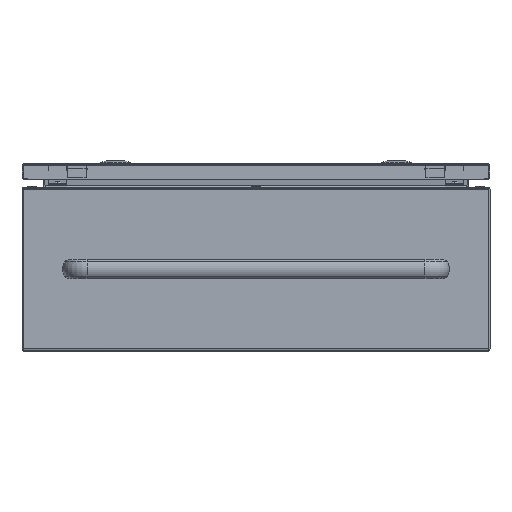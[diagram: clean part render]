
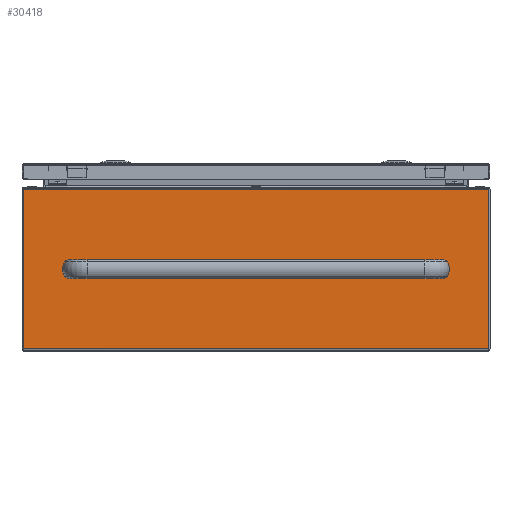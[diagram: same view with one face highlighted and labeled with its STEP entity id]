
A CAD part, left-side view. The second image highlights one B-rep face of the part: STEP entity #30418.
In plain terms, the highlighted planar face has unit normal (-1, 0, 0).
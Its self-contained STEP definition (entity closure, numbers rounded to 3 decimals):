
#121 = VERTEX_POINT ( 'NONE', #6656 ) ;
#376 = ORIENTED_EDGE ( 'NONE', *, *, #24698, .F. ) ;
#817 = ORIENTED_EDGE ( 'NONE', *, *, #13328, .T. ) ;
#1814 = EDGE_CURVE ( 'NONE', #13590, #121, #13809, .T. ) ;
#2253 = PLANE ( 'NONE',  #13233 ) ;
#3375 = EDGE_CURVE ( 'NONE', #13590, #21827, #13633, .T. ) ;
#4485 = VECTOR ( 'NONE', #9564, 1000. ) ;
#4720 = EDGE_LOOP ( 'NONE', ( #33608, #31630, #376, #17102 ) ) ;
#4748 = FACE_OUTER_BOUND ( 'NONE', #4720, .T. ) ;
#5030 = DIRECTION ( 'NONE',  ( 1., 0., 0. ) ) ;
#5138 = VECTOR ( 'NONE', #19161, 1000. ) ;
#6656 = CARTESIAN_POINT ( 'NONE',  ( -250., 248.743, 173. ) ) ;
#8593 = LINE ( 'NONE', #29390, #16076 ) ;
#9156 = CARTESIAN_POINT ( 'NONE',  ( -250., 200., 87.75 ) ) ;
#9319 = CARTESIAN_POINT ( 'NONE',  ( -250., -200., 87.75 ) ) ;
#9451 = CARTESIAN_POINT ( 'NONE',  ( -250., -248.743, 2.5 ) ) ;
#9564 = DIRECTION ( 'NONE',  ( 0., 0., 1. ) ) ;
#9709 = EDGE_CURVE ( 'NONE', #11975, #121, #19417, .T. ) ;
#11366 = EDGE_CURVE ( 'NONE', #12500, #12500, #30651, .T. ) ;
#11975 = VERTEX_POINT ( 'NONE', #20585 ) ;
#12449 = DIRECTION ( 'NONE',  ( 0., 1., 0. ) ) ;
#12500 = VERTEX_POINT ( 'NONE', #23150 ) ;
#13233 = AXIS2_PLACEMENT_3D ( 'NONE', #30262, #5030, #27444 ) ;
#13328 = EDGE_CURVE ( 'NONE', #15955, #15955, #32085, .T. ) ;
#13590 = VERTEX_POINT ( 'NONE', #35912 ) ;
#13633 = LINE ( 'NONE', #34697, #5138 ) ;
#13809 = LINE ( 'NONE', #29186, #28250 ) ;
#14814 = CARTESIAN_POINT ( 'NONE',  ( -250., 248.743, 175.5 ) ) ;
#15285 = EDGE_LOOP ( 'NONE', ( #15360 ) ) ;
#15360 = ORIENTED_EDGE ( 'NONE', *, *, #11366, .T. ) ;
#15955 = VERTEX_POINT ( 'NONE', #23504 ) ;
#16076 = VECTOR ( 'NONE', #29489, 1000. ) ;
#17030 = FACE_BOUND ( 'NONE', #32043, .T. ) ;
#17102 = ORIENTED_EDGE ( 'NONE', *, *, #3375, .F. ) ;
#19161 = DIRECTION ( 'NONE',  ( 0., 0., -1. ) ) ;
#19417 = LINE ( 'NONE', #14814, #4485 ) ;
#20585 = CARTESIAN_POINT ( 'NONE',  ( -250., 248.743, 2.5 ) ) ;
#21714 = AXIS2_PLACEMENT_3D ( 'NONE', #9319, #34522, #34391 ) ;
#21827 = VERTEX_POINT ( 'NONE', #9451 ) ;
#23150 = CARTESIAN_POINT ( 'NONE',  ( -250., -196.45, 87.75 ) ) ;
#23504 = CARTESIAN_POINT ( 'NONE',  ( -250., 203.55, 87.75 ) ) ;
#24698 = EDGE_CURVE ( 'NONE', #21827, #11975, #8593, .T. ) ;
#27444 = DIRECTION ( 'NONE',  ( 0., 1., 0. ) ) ;
#28250 = VECTOR ( 'NONE', #12449, 1000. ) ;
#29186 = CARTESIAN_POINT ( 'NONE',  ( -250., -248.743, 173. ) ) ;
#29390 = CARTESIAN_POINT ( 'NONE',  ( -250., -2750., 2.5 ) ) ;
#29489 = DIRECTION ( 'NONE',  ( 0., 1., 0. ) ) ;
#30262 = CARTESIAN_POINT ( 'NONE',  ( -250., -2750., 175.5 ) ) ;
#30418 = ADVANCED_FACE ( 'NONE', ( #33637, #17030, #4748 ), #2253, .F. ) ;
#30651 = CIRCLE ( 'NONE', #21714, 3.55 ) ;
#31630 = ORIENTED_EDGE ( 'NONE', *, *, #9709, .F. ) ;
#32008 = DIRECTION ( 'NONE',  ( 0., 1., 0. ) ) ;
#32043 = EDGE_LOOP ( 'NONE', ( #817 ) ) ;
#32085 = CIRCLE ( 'NONE', #34891, 3.55 ) ;
#33608 = ORIENTED_EDGE ( 'NONE', *, *, #1814, .T. ) ;
#33637 = FACE_BOUND ( 'NONE', #15285, .T. ) ;
#34355 = DIRECTION ( 'NONE',  ( 1., 0., 0. ) ) ;
#34391 = DIRECTION ( 'NONE',  ( 0., 1., 0. ) ) ;
#34522 = DIRECTION ( 'NONE',  ( 1., 0., 0. ) ) ;
#34697 = CARTESIAN_POINT ( 'NONE',  ( -250., -248.743, 175.5 ) ) ;
#34891 = AXIS2_PLACEMENT_3D ( 'NONE', #9156, #34355, #32008 ) ;
#35912 = CARTESIAN_POINT ( 'NONE',  ( -250., -248.743, 173. ) ) ;
